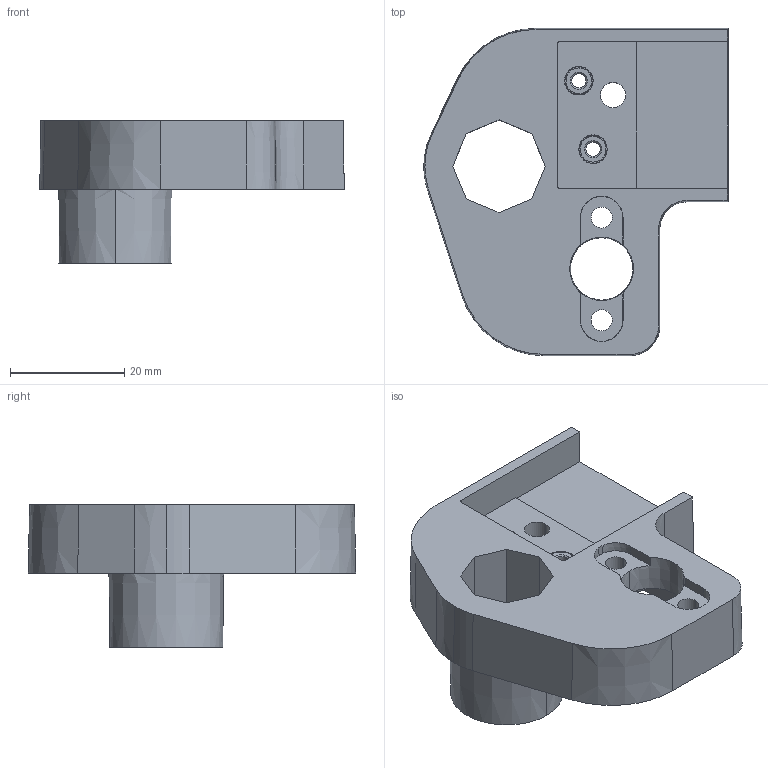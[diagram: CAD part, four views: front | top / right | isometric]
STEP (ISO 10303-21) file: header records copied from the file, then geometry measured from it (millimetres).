
FILE_DESCRIPTION (( 'STEP AP214' ), '1' );
FILE_NAME ('Z轴左前打印平台连接件-B版本.STEP', '2025-12-01T08:11:31', ( 'Windows 用户' ), ( '' ), 'SwSTEP 2.0', 'SolidWorks 2016', '' );
FILE_SCHEMA (( 'AUTOMOTIVE_DESIGN' ));
Length unit declared in the file: millimetre
Products named in the file (1): Z轴左前打印平台连接件-B版本
Bounding box: 53.42 x 57.42 x 25 mm (x, y, z)
Volume: 15048.2 mm3; surface area: 13927 mm2
Topology: 3 solids, 3 shells, 703 faces, 2020 edges, 1341 vertices
Faces by surface type: cylinder 447, plane 157, cone 99
Entity records: 23765 total; most frequent: DIRECTION 4461, CARTESIAN_POINT 4294, ORIENTED_EDGE 4040, EDGE_CURVE 2020, AXIS2_PLACEMENT_3D 1806, VERTEX_POINT 1341, CIRCLE 1102, VECTOR 849
